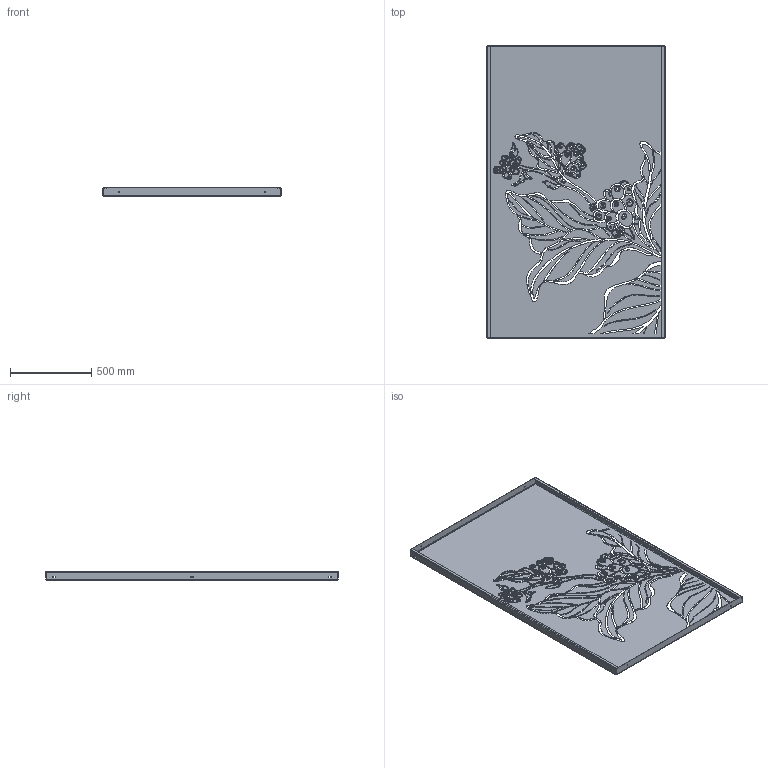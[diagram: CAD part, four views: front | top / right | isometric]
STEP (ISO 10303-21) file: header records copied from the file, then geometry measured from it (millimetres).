
FILE_DESCRIPTION (( 'STEP AP203' ), '1' );
FILE_NAME ('APN06..STEP', '2019-10-18T09:05:40', ( '' ), ( '' ), 'SwSTEP 2.0', 'SolidWorks 2019', '' );
FILE_SCHEMA (( 'CONFIG_CONTROL_DESIGN' ));
Products named in the file (1): APN06.
Bounding box: 1100 x 1800 x 50 mm (x, y, z)
Volume: 6381492.4 mm3; surface area: 4406145.6 mm2
Topology: 1 solids, 1 shells, 1708 faces, 5070 edges, 3364 vertices
Faces by surface type: bspline 1561, plane 97, cylinder 50
Entity records: 77635 total; most frequent: CARTESIAN_POINT 41890, ORIENTED_EDGE 10140, EDGE_CURVE 5070, VERTEX_POINT 3364, B_SPLINE_CURVE_WITH_KNOTS 3124, DIRECTION 2326, EDGE_LOOP 2092, LINE 1862
